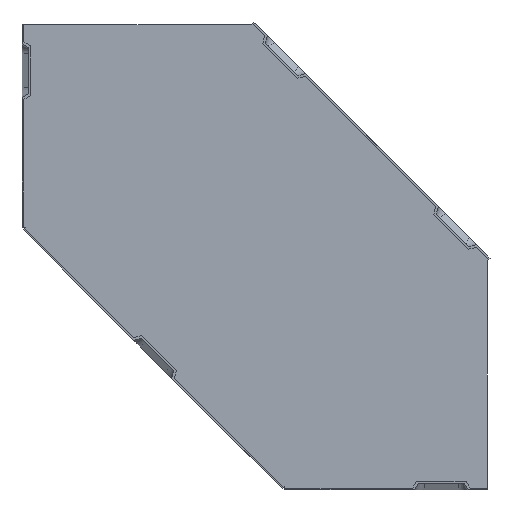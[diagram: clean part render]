
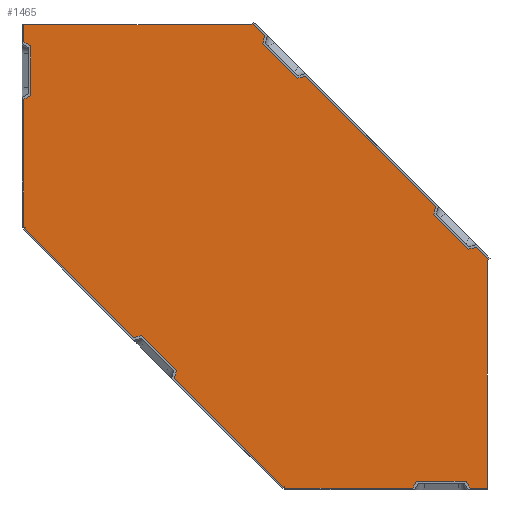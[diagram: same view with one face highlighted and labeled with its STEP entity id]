
A CAD part, front view. The second image highlights one B-rep face of the part: STEP entity #1465.
In plain terms, the highlighted planar face has unit normal (0, -1, 0).
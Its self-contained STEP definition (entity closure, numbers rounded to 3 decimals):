
#86=FACE_OUTER_BOUND('',#158,.T.);
#158=EDGE_LOOP('',(#994,#995,#996,#997,#998,#999,#1000,#1001,#1002,#1003,
#1004,#1005,#1006,#1007));
#249=LINE('',#2135,#419);
#271=LINE('',#2200,#441);
#276=LINE('',#2209,#446);
#277=LINE('',#2211,#447);
#278=LINE('',#2213,#448);
#279=LINE('',#2215,#449);
#280=LINE('',#2217,#450);
#281=LINE('',#2219,#451);
#282=LINE('',#2220,#452);
#283=LINE('',#2222,#453);
#284=LINE('',#2224,#454);
#285=LINE('',#2226,#455);
#286=LINE('',#2228,#456);
#287=LINE('',#2229,#457);
#419=VECTOR('',#1713,10.);
#441=VECTOR('',#1771,10.);
#446=VECTOR('',#1778,10.);
#447=VECTOR('',#1779,10.);
#448=VECTOR('',#1780,10.);
#449=VECTOR('',#1781,10.);
#450=VECTOR('',#1782,10.);
#451=VECTOR('',#1783,10.);
#452=VECTOR('',#1784,10.);
#453=VECTOR('',#1785,10.);
#454=VECTOR('',#1786,10.);
#455=VECTOR('',#1787,10.);
#456=VECTOR('',#1788,10.);
#457=VECTOR('',#1789,10.);
#593=VERTEX_POINT('',#2132);
#594=VERTEX_POINT('',#2134);
#618=VERTEX_POINT('',#2198);
#619=VERTEX_POINT('',#2199);
#622=VERTEX_POINT('',#2208);
#623=VERTEX_POINT('',#2210);
#624=VERTEX_POINT('',#2212);
#625=VERTEX_POINT('',#2214);
#626=VERTEX_POINT('',#2216);
#627=VERTEX_POINT('',#2218);
#628=VERTEX_POINT('',#2221);
#629=VERTEX_POINT('',#2223);
#630=VERTEX_POINT('',#2225);
#631=VERTEX_POINT('',#2227);
#735=EDGE_CURVE('',#593,#594,#249,.T.);
#767=EDGE_CURVE('',#618,#619,#271,.T.);
#772=EDGE_CURVE('',#619,#622,#276,.T.);
#773=EDGE_CURVE('',#623,#622,#277,.T.);
#774=EDGE_CURVE('',#623,#624,#278,.T.);
#775=EDGE_CURVE('',#624,#625,#279,.T.);
#776=EDGE_CURVE('',#626,#625,#280,.T.);
#777=EDGE_CURVE('',#627,#626,#281,.T.);
#778=EDGE_CURVE('',#627,#594,#282,.T.);
#779=EDGE_CURVE('',#593,#628,#283,.T.);
#780=EDGE_CURVE('',#629,#628,#284,.T.);
#781=EDGE_CURVE('',#629,#630,#285,.T.);
#782=EDGE_CURVE('',#630,#631,#286,.T.);
#783=EDGE_CURVE('',#618,#631,#287,.T.);
#994=ORIENTED_EDGE('',*,*,#772,.T.);
#995=ORIENTED_EDGE('',*,*,#773,.F.);
#996=ORIENTED_EDGE('',*,*,#774,.T.);
#997=ORIENTED_EDGE('',*,*,#775,.T.);
#998=ORIENTED_EDGE('',*,*,#776,.F.);
#999=ORIENTED_EDGE('',*,*,#777,.F.);
#1000=ORIENTED_EDGE('',*,*,#778,.T.);
#1001=ORIENTED_EDGE('',*,*,#735,.F.);
#1002=ORIENTED_EDGE('',*,*,#779,.T.);
#1003=ORIENTED_EDGE('',*,*,#780,.F.);
#1004=ORIENTED_EDGE('',*,*,#781,.T.);
#1005=ORIENTED_EDGE('',*,*,#782,.T.);
#1006=ORIENTED_EDGE('',*,*,#783,.F.);
#1007=ORIENTED_EDGE('',*,*,#767,.T.);
#1336=PLANE('',#1576);
#1465=ADVANCED_FACE('',(#86),#1336,.F.);
#1576=AXIS2_PLACEMENT_3D('',#2207,#1776,#1777);
#1713=DIRECTION('',(0.707,0.,-0.707));
#1771=DIRECTION('',(-0.707,0.,-0.707));
#1776=DIRECTION('center_axis',(0.,1.,0.));
#1777=DIRECTION('ref_axis',(0.,0.,1.));
#1778=DIRECTION('',(0.707,0.,-0.707));
#1779=DIRECTION('',(-0.707,0.,-0.707));
#1780=DIRECTION('',(0.,0.,-1.));
#1781=DIRECTION('',(1.,0.,0.));
#1782=DIRECTION('',(0.,0.,-1.));
#1783=DIRECTION('',(0.,0.,-1.));
#1784=DIRECTION('',(0.707,0.,0.707));
#1785=DIRECTION('',(-0.707,0.,-0.707));
#1786=DIRECTION('',(1.,0.,0.));
#1787=DIRECTION('',(-1.,0.,0.));
#1788=DIRECTION('',(0.,0.,-1.));
#1789=DIRECTION('',(-1.,0.,0.));
#2132=CARTESIAN_POINT('',(-50.7,-0.8,51.831));
#2134=CARTESIAN_POINT('',(51.831,-0.8,-50.7));
#2135=CARTESIAN_POINT('',(0.566,-0.8,0.566));
#2198=CARTESIAN_POINT('',(-149.265,-0.8,-36.735));
#2199=CARTESIAN_POINT('',(-149.831,-0.8,-37.3));
#2200=CARTESIAN_POINT('',(-126.784,-0.8,-14.254));
#2207=CARTESIAN_POINT('Origin',(-47.473,-0.8,-47.473));
#2208=CARTESIAN_POINT('',(-37.3,-0.8,-149.831));
#2209=CARTESIAN_POINT('',(-93.566,-0.8,-93.566));
#2210=CARTESIAN_POINT('',(-36.735,-0.8,-149.265));
#2211=CARTESIAN_POINT('',(-14.537,-0.8,-127.067));
#2212=CARTESIAN_POINT('',(-36.735,-0.8,-150.065));
#2213=CARTESIAN_POINT('',(-36.735,-0.8,-98.769));
#2214=CARTESIAN_POINT('',(51.265,-0.8,-150.065));
#2215=CARTESIAN_POINT('',(-20.104,-0.8,-150.065));
#2216=CARTESIAN_POINT('',(51.265,-0.8,-149.265));
#2217=CARTESIAN_POINT('',(51.265,-0.8,-99.169));
#2218=CARTESIAN_POINT('',(51.265,-0.8,-51.265));
#2219=CARTESIAN_POINT('',(51.265,-0.8,-51.265));
#2220=CARTESIAN_POINT('',(27.812,-0.8,-74.719));
#2221=CARTESIAN_POINT('',(-51.265,-0.8,51.265));
#2222=CARTESIAN_POINT('',(-74.436,-0.8,28.095));
#2223=CARTESIAN_POINT('',(-149.265,-0.8,51.265));
#2224=CARTESIAN_POINT('',(-149.265,-0.8,51.265));
#2225=CARTESIAN_POINT('',(-150.065,-0.8,51.265));
#2226=CARTESIAN_POINT('',(-98.769,-0.8,51.265));
#2227=CARTESIAN_POINT('',(-150.065,-0.8,-36.735));
#2228=CARTESIAN_POINT('',(-150.065,-0.8,-20.104));
#2229=CARTESIAN_POINT('',(-99.169,-0.8,-36.735));
